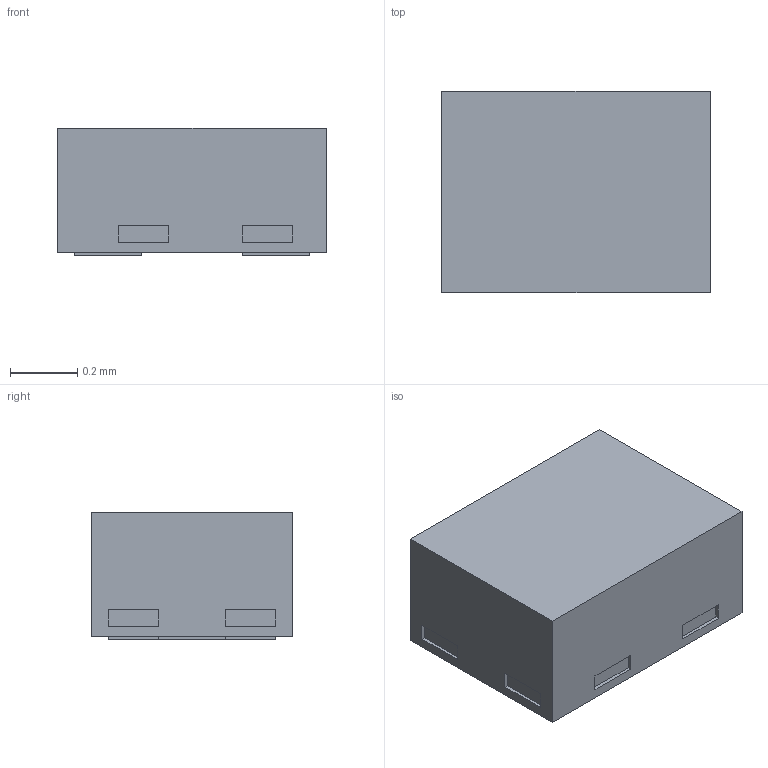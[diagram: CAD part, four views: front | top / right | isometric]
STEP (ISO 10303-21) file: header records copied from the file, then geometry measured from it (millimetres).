
FILE_DESCRIPTION (( 'STEP AP214' ), '1' );
FILE_NAME ('CST3C.STEP', '2021-05-08T06:50:29', ( '' ), ( '' ), 'SwSTEP 2.0', 'SolidWorks 2020', '' );
FILE_SCHEMA (( 'AUTOMOTIVE_DESIGN' ));
Length unit declared in the file: millimetre
Products named in the file (7): Component1.stp.STEP; Component3.stp.STEP; CST3C.STEP; Component4.stp.STEP; Component2.stp.STEP; CST3C; CST3C.stp.STEP
Assembly tree (6 placements, depth 4):
  CST3C
    CST3C.STEP
      CST3C.stp.STEP
        Component1.stp.STEP
        Component2.stp.STEP
        Component3.stp.STEP
        Component4.stp.STEP
Bounding box: 0.8 x 0.6 x 0.38 mm (x, y, z)
Volume: 0.2 mm3; surface area: 2.4 mm2
Topology: 4 solids, 4 shells, 64 faces, 144 edges, 96 vertices
Faces by surface type: plane 64
Entity records: 2130 total; most frequent: CARTESIAN_POINT 315, DIRECTION 294, ORIENTED_EDGE 288, EDGE_CURVE 144, VECTOR 144, LINE 144, VERTEX_POINT 96, AXIS2_PLACEMENT_3D 75
